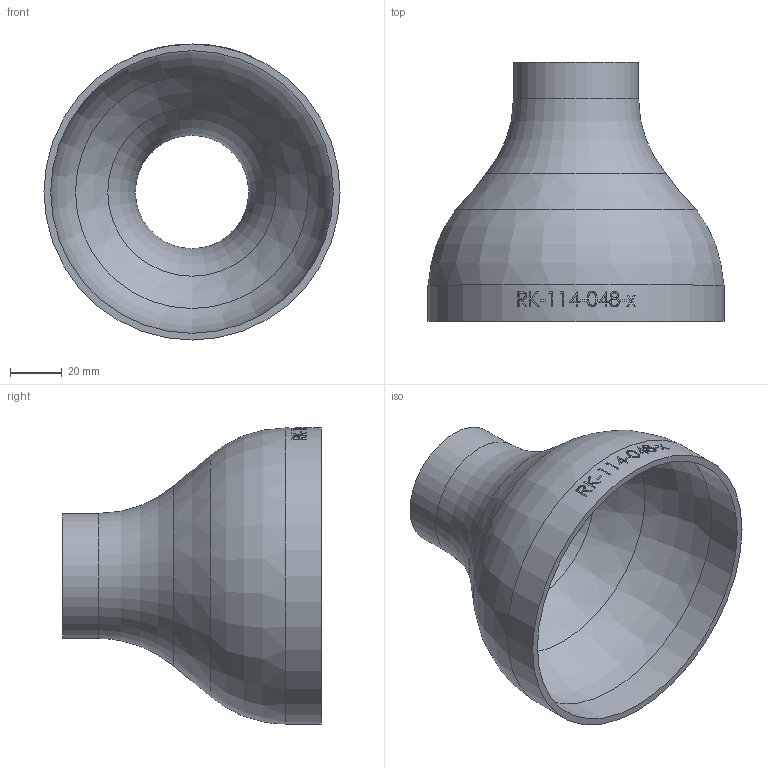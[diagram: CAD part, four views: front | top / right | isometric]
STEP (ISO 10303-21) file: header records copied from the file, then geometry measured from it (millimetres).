
FILE_DESCRIPTION (( 'STEP AP214' ), '1' );
FILE_NAME ('RK-114-048-x Reduzierung 114,3x48,3x2,6x2,0 BL100 1909.STEP', '2019-09-10T10:27:45', ( '' ), ( '' ), 'SwSTEP 2.0', 'SolidWorks 2016', '' );
FILE_SCHEMA (( 'AUTOMOTIVE_DESIGN' ));
Length unit declared in the file: millimetre
Products named in the file (1): RK-114-048-x Reduzierung 114,3x48,3x2,6x2,0 BL100 1909
Bounding box: 114.3 x 100 x 114.3 mm (x, y, z)
Volume: 67255.8 mm3; surface area: 55243.4 mm2
Topology: 1 solids, 1 shells, 145 faces, 367 edges, 242 vertices
Faces by surface type: plane 65, bspline 52, cylinder 22, torus 4, cone 2
Full cylindrical faces by diameter (mm): 43.7 x1, 48.3 x1, 109.1 x1, 114.3 x1
Entity records: 12810 total; most frequent: CARTESIAN_POINT 8327, ORIENTED_EDGE 714, DIRECTION 459, EDGE_CURVE 357, VERTEX_POINT 242, AXIS2_PLACEMENT_3D 180, EDGE_LOOP 175, B_SPLINE_CURVE_WITH_KNOTS 172
